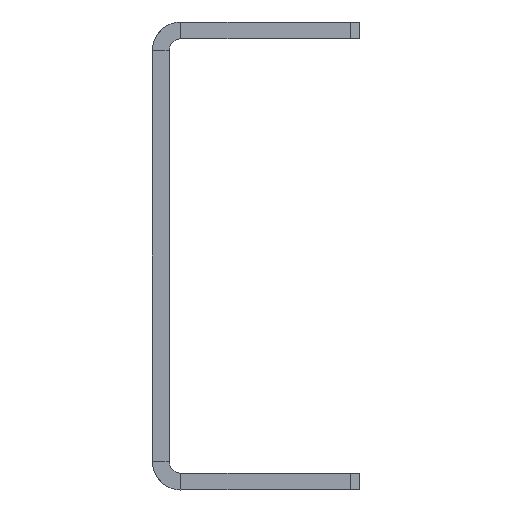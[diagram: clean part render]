
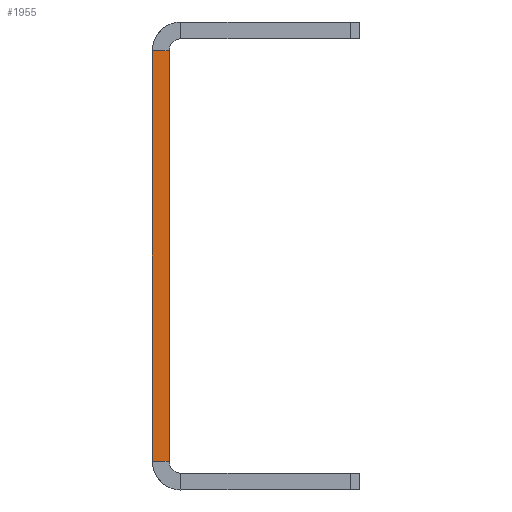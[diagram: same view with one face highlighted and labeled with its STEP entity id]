
A CAD part, left-side view. The second image highlights one B-rep face of the part: STEP entity #1955.
In plain terms, the highlighted planar face has unit normal (-1, 0, 0).
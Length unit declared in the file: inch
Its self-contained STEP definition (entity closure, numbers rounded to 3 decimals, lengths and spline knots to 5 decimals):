
#1716 = EDGE_CURVE ( 'NONE', #1898, #1783, #4385, .T. ) ;
#1783 = VERTEX_POINT ( 'NONE', #4584 ) ;
#1898 = VERTEX_POINT ( 'NONE', #4553 ) ;
#1947 = EDGE_CURVE ( 'NONE', #1995, #1783, #4613, .T. ) ;
#1948 = ORIENTED_EDGE ( 'NONE', *, *, #1716, .F. ) ;
#1949 = ORIENTED_EDGE ( 'NONE', *, *, #1950, .F. ) ;
#1950 = EDGE_CURVE ( 'NONE', #1998, #1898, #4609, .T. ) ;
#1955 = ADVANCED_FACE ( 'NONE', ( #4741 ), #4739, .F. ) ;
#1956 = EDGE_LOOP ( 'NONE', ( #1957, #1948, #1949, #2008 ) ) ;
#1957 = ORIENTED_EDGE ( 'NONE', *, *, #1947, .T. ) ;
#1995 = VERTEX_POINT ( 'NONE', #4817 ) ;
#1997 = EDGE_CURVE ( 'NONE', #1998, #1995, #4911, .T. ) ;
#1998 = VERTEX_POINT ( 'NONE', #4907 ) ;
#2008 = ORIENTED_EDGE ( 'NONE', *, *, #1997, .T. ) ;
#4385 = LINE ( 'NONE', #4391, #4445 ) ;
#4391 = CARTESIAN_POINT ( 'NONE',  ( -1.25, 0.036, -0.5 ) ) ;
#4444 = DIRECTION ( 'NONE',  ( 0., 0., 1. ) ) ;
#4445 = VECTOR ( 'NONE', #4444, 39.37008 ) ;
#4553 = CARTESIAN_POINT ( 'NONE',  ( -1.25, 0.036, -0.439 ) ) ;
#4584 = CARTESIAN_POINT ( 'NONE',  ( -1.25, 0.036, 0.439 ) ) ;
#4606 = DIRECTION ( 'NONE',  ( 0., 1., 0. ) ) ;
#4607 = VECTOR ( 'NONE', #4606, 39.37008 ) ;
#4608 = CARTESIAN_POINT ( 'NONE',  ( -1.25, 0., -0.439 ) ) ;
#4609 = LINE ( 'NONE', #4608, #4607 ) ;
#4610 = DIRECTION ( 'NONE',  ( 0., 1., 0. ) ) ;
#4611 = VECTOR ( 'NONE', #4610, 39.37008 ) ;
#4612 = CARTESIAN_POINT ( 'NONE',  ( -1.25, 0., 0.439 ) ) ;
#4613 = LINE ( 'NONE', #4612, #4611 ) ;
#4735 = DIRECTION ( 'NONE',  ( 0., 0., -1. ) ) ;
#4736 = DIRECTION ( 'NONE',  ( 1., 0., 0. ) ) ;
#4737 = CARTESIAN_POINT ( 'NONE',  ( -1.25, 0.036, -0.5 ) ) ;
#4738 = AXIS2_PLACEMENT_3D ( 'NONE', #4737, #4736, #4735 ) ;
#4739 = PLANE ( 'NONE',  #4738 ) ;
#4741 = FACE_OUTER_BOUND ( 'NONE', #1956, .T. ) ;
#4817 = CARTESIAN_POINT ( 'NONE',  ( -1.25, 0., 0.439 ) ) ;
#4907 = CARTESIAN_POINT ( 'NONE',  ( -1.25, 0., -0.439 ) ) ;
#4908 = DIRECTION ( 'NONE',  ( 0., 0., 1. ) ) ;
#4909 = VECTOR ( 'NONE', #4908, 39.37008 ) ;
#4910 = CARTESIAN_POINT ( 'NONE',  ( -1.25, 0., -0.5 ) ) ;
#4911 = LINE ( 'NONE', #4910, #4909 ) ;
